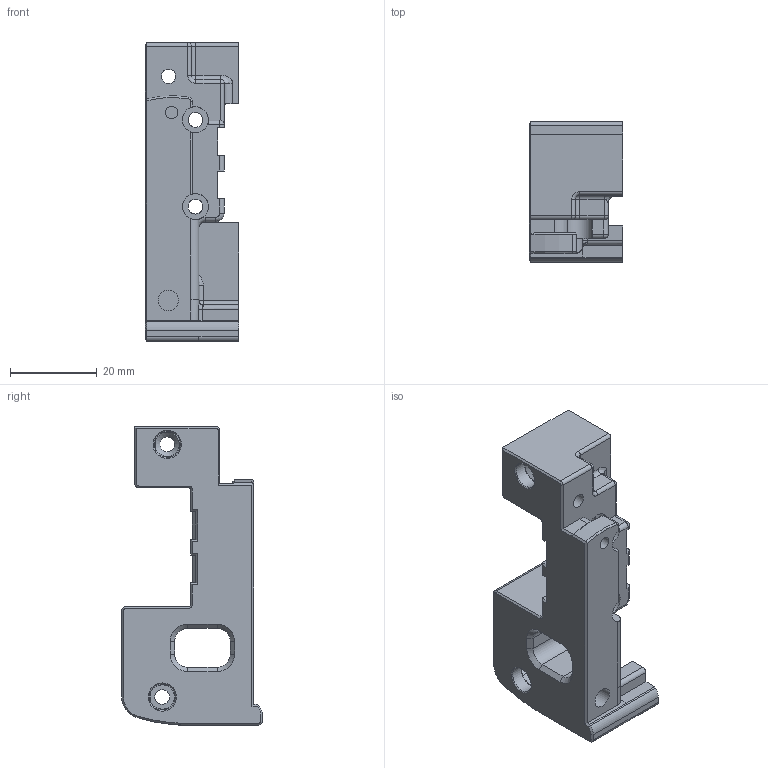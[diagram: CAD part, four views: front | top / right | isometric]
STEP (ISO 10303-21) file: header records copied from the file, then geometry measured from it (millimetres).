
FILE_DESCRIPTION(/* description */ (''),/* implementation_level */ '2;1');
FILE_NAME(/* name */ 'Euclid_CW1_MGN12_5 v4.step',/* time_stamp */ '2022-04-12T12:23:39-04:00',/* author */ (''),/* organization */ (''),/* preprocessor_version */ 'ST-DEVELOPER v18.1',/* originating_system */ 'Autodesk Translation Framework v10.14.0.1471',/* authorisation */ '');
FILE_SCHEMA (('AUTOMOTIVE_DESIGN { 1 0 10303 214 3 1 1 }'));
Length unit declared in the file: millimetre
Products named in the file (1): Euclid_CW1_MGN12_5
Bounding box: 21.6 x 32.4 x 68.75 mm (x, y, z)
Volume: 22276.6 mm3; surface area: 9194.8 mm2
Topology: 1 solids, 1 shells, 271 faces, 723 edges, 455 vertices
Faces by surface type: plane 158, cylinder 72, cone 18, torus 13, sphere 5, bspline 5
Full cylindrical faces by diameter (mm): 2.9 x1, 3.3 x1, 3.4 x4, 4.7 x1, 6 x5
Entity records: 9734 total; most frequent: CARTESIAN_POINT 2858, ORIENTED_EDGE 1444, DIRECTION 1420, EDGE_CURVE 722, LINE 504, VECTOR 504, AXIS2_PLACEMENT_3D 458, VERTEX_POINT 455
